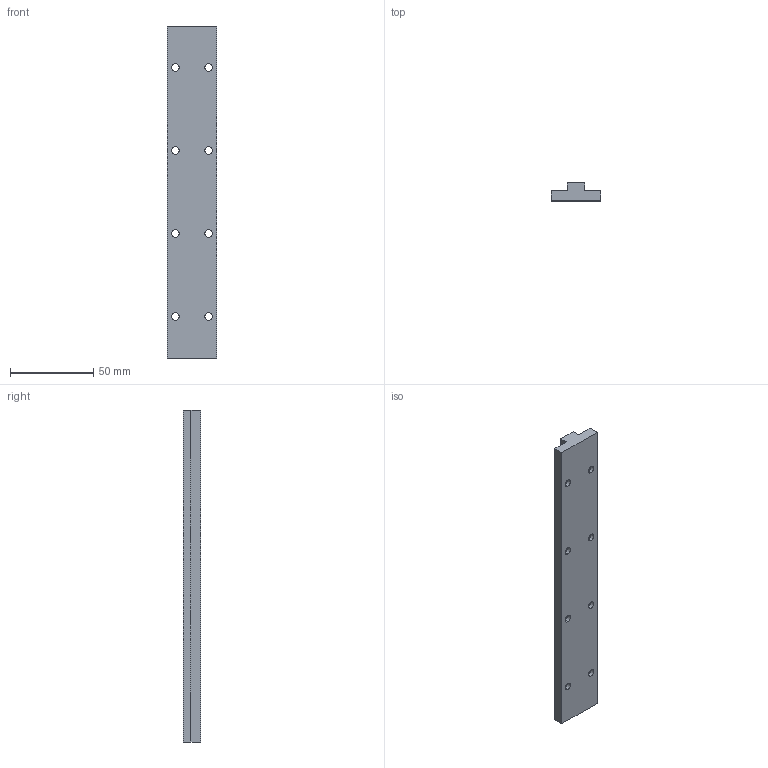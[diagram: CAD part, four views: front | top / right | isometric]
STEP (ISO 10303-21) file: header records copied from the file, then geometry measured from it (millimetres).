
FILE_DESCRIPTION (( 'STEP AP203' ), '1' );
FILE_NAME ('ZW3-H10-200MNS.STEP', '2021-08-24T10:02:33', ( '' ), ( '' ), 'SwSTEP 2.0', 'SolidWorks 2020', '' );
FILE_SCHEMA (( 'CONFIG_CONTROL_DESIGN' ));
Length unit declared in the file: millimetre
Products named in the file (1): ZW3-H10-200MNS
Bounding box: 30 x 10.7 x 200 mm (x, y, z)
Volume: 44050.5 mm3; surface area: 17469.8 mm2
Topology: 1 solids, 1 shells, 50 faces, 120 edges, 80 vertices
Faces by surface type: cylinder 32, plane 18
Entity records: 1597 total; most frequent: DIRECTION 286, CARTESIAN_POINT 251, ORIENTED_EDGE 240, EDGE_CURVE 120, AXIS2_PLACEMENT_3D 115, VERTEX_POINT 80, EDGE_LOOP 74, CIRCLE 64
